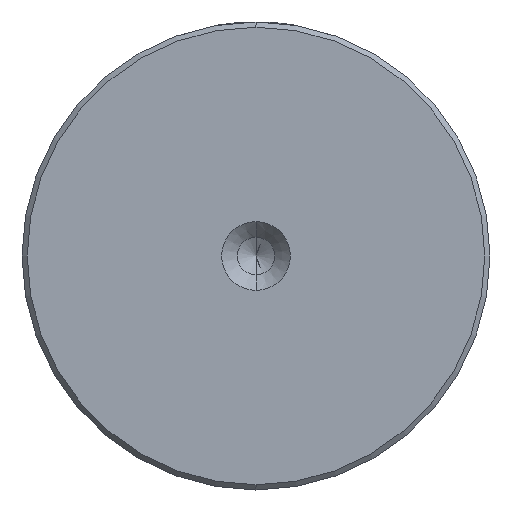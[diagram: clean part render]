
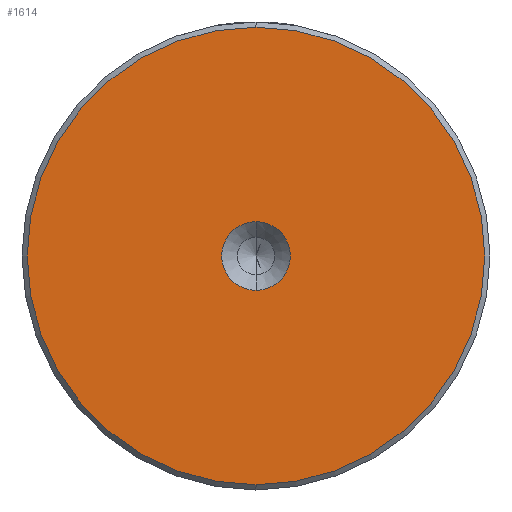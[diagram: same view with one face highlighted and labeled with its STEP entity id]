
A CAD part, left-side view. The second image highlights one B-rep face of the part: STEP entity #1614.
In plain terms, the highlighted planar face has unit normal (-1, 0, 0).
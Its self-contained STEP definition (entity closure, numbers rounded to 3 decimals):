
#13 = AXIS2_PLACEMENT_3D ( 'NONE', #477, #661, #2283 ) ;
#39 = ORIENTED_EDGE ( 'NONE', *, *, #1396, .F. ) ;
#48 = FACE_OUTER_BOUND ( 'NONE', #1214, .T. ) ;
#98 = DIRECTION ( 'NONE',  ( 0., 0., 1. ) ) ;
#246 = ORIENTED_EDGE ( 'NONE', *, *, #555, .T. ) ;
#271 = ORIENTED_EDGE ( 'NONE', *, *, #1147, .T. ) ;
#465 = PLANE ( 'NONE',  #1497 ) ;
#477 = CARTESIAN_POINT ( 'NONE',  ( 0., 0., 0. ) ) ;
#503 = CARTESIAN_POINT ( 'NONE',  ( 0., 0., 0. ) ) ;
#555 = EDGE_CURVE ( 'NONE', #1639, #2052, #932, .T. ) ;
#661 = DIRECTION ( 'NONE',  ( -1., 0., 0. ) ) ;
#689 = DIRECTION ( 'NONE',  ( 0., 0., 1. ) ) ;
#802 = DIRECTION ( 'NONE',  ( -1., 0., 0. ) ) ;
#846 = VERTEX_POINT ( 'NONE', #2085 ) ;
#924 = EDGE_CURVE ( 'NONE', #1131, #846, #1266, .T. ) ;
#932 = CIRCLE ( 'NONE', #2237, 22. ) ;
#962 = FACE_BOUND ( 'NONE', #1850, .T. ) ;
#1063 = AXIS2_PLACEMENT_3D ( 'NONE', #503, #1763, #689 ) ;
#1131 = VERTEX_POINT ( 'NONE', #1155 ) ;
#1147 = EDGE_CURVE ( 'NONE', #2052, #1639, #1821, .T. ) ;
#1155 = CARTESIAN_POINT ( 'NONE',  ( 0., 0., -3.3 ) ) ;
#1196 = DIRECTION ( 'NONE',  ( -1., 0., 0. ) ) ;
#1214 = EDGE_LOOP ( 'NONE', ( #271, #246 ) ) ;
#1266 = CIRCLE ( 'NONE', #13, 3.3 ) ;
#1356 = CIRCLE ( 'NONE', #1063, 3.3 ) ;
#1396 = EDGE_CURVE ( 'NONE', #846, #1131, #1356, .T. ) ;
#1471 = AXIS2_PLACEMENT_3D ( 'NONE', #1869, #802, #2053 ) ;
#1493 = DIRECTION ( 'NONE',  ( 0., 0., 1. ) ) ;
#1497 = AXIS2_PLACEMENT_3D ( 'NONE', #2254, #1196, #98 ) ;
#1509 = DIRECTION ( 'NONE',  ( -1., 0., 0. ) ) ;
#1514 = CARTESIAN_POINT ( 'NONE',  ( 0., 0., 0. ) ) ;
#1614 = ADVANCED_FACE ( 'NONE', ( #48, #962 ), #465, .T. ) ;
#1639 = VERTEX_POINT ( 'NONE', #2266 ) ;
#1763 = DIRECTION ( 'NONE',  ( -1., 0., 0. ) ) ;
#1821 = CIRCLE ( 'NONE', #1471, 22. ) ;
#1850 = EDGE_LOOP ( 'NONE', ( #39, #2241 ) ) ;
#1859 = CARTESIAN_POINT ( 'NONE',  ( 0., 0., -22. ) ) ;
#1869 = CARTESIAN_POINT ( 'NONE',  ( 0., 0., 0. ) ) ;
#2052 = VERTEX_POINT ( 'NONE', #1859 ) ;
#2053 = DIRECTION ( 'NONE',  ( 0., 0., 1. ) ) ;
#2085 = CARTESIAN_POINT ( 'NONE',  ( 0., 0., 3.3 ) ) ;
#2237 = AXIS2_PLACEMENT_3D ( 'NONE', #1514, #1509, #1493 ) ;
#2241 = ORIENTED_EDGE ( 'NONE', *, *, #924, .F. ) ;
#2254 = CARTESIAN_POINT ( 'NONE',  ( 0., 0., 0. ) ) ;
#2266 = CARTESIAN_POINT ( 'NONE',  ( 0., 0., 22. ) ) ;
#2283 = DIRECTION ( 'NONE',  ( 0., 0., 1. ) ) ;
